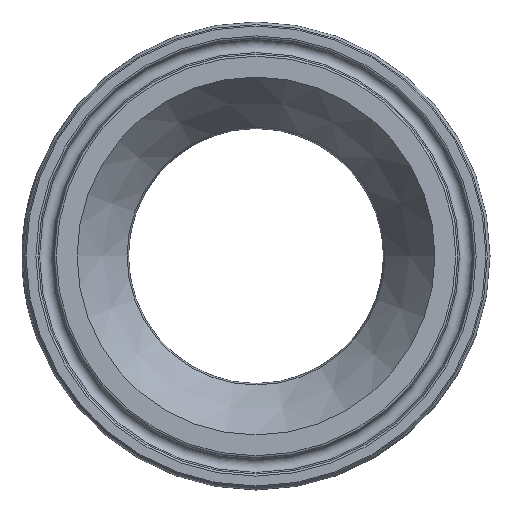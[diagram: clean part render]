
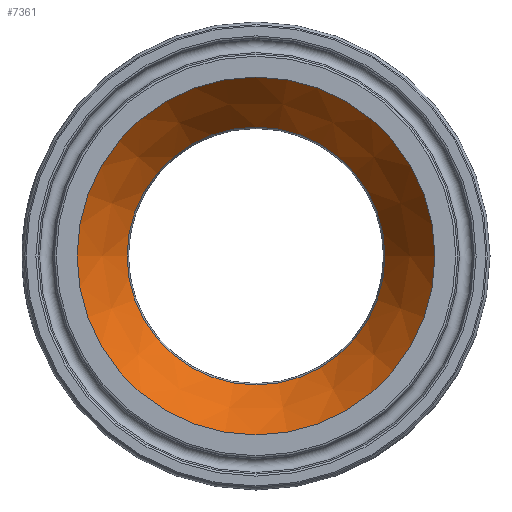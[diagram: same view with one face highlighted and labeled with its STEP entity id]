
A CAD part, left-side view. The second image highlights one B-rep face of the part: STEP entity #7361.
In plain terms, the highlighted conical face has half-angle 32.683 degrees and reference radius 25.774 mm.
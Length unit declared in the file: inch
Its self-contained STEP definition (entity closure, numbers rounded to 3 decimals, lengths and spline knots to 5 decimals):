
#23=CONICAL_SURFACE('',#7792,1.01474,32.683);
#106=FACE_BOUND('',#1331,.T.);
#877=FACE_OUTER_BOUND('',#1330,.T.);
#1330=EDGE_LOOP('',(#6860));
#1331=EDGE_LOOP('',(#6861));
#1532=CIRCLE('',#7790,0.85398);
#1533=CIRCLE('',#7793,1.185);
#3626=VERTEX_POINT('',#16114);
#3627=VERTEX_POINT('',#16118);
#4712=EDGE_CURVE('',#3626,#3626,#1532,.T.);
#4713=EDGE_CURVE('',#3627,#3627,#1533,.T.);
#6860=ORIENTED_EDGE('',*,*,#4713,.F.);
#6861=ORIENTED_EDGE('',*,*,#4712,.F.);
#7361=ADVANCED_FACE('',(#877,#106),#23,.F.);
#7790=AXIS2_PLACEMENT_3D('',#16115,#9137,#9138);
#7792=AXIS2_PLACEMENT_3D('',#16117,#9141,#9142);
#7793=AXIS2_PLACEMENT_3D('',#16119,#9143,#9144);
#9137=DIRECTION('center_axis',(-1.,0.,0.));
#9138=DIRECTION('ref_axis',(0.,-1.,0.));
#9141=DIRECTION('center_axis',(-1.,0.,0.));
#9142=DIRECTION('ref_axis',(0.,1.,0.));
#9143=DIRECTION('center_axis',(1.,0.,0.));
#9144=DIRECTION('ref_axis',(0.,1.,0.));
#16114=CARTESIAN_POINT('',(0.51594,0.85398,0.));
#16115=CARTESIAN_POINT('Origin',(0.51594,0.,
0.));
#16117=CARTESIAN_POINT('Origin',(0.26538,0.,
0.));
#16118=CARTESIAN_POINT('',(0.,1.185,0.));
#16119=CARTESIAN_POINT('Origin',(0.,0.,
0.));
